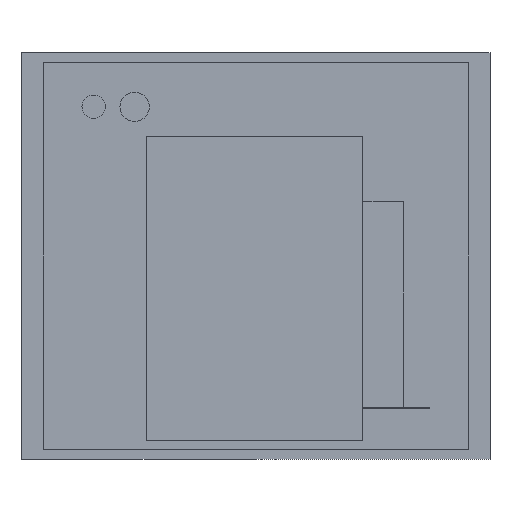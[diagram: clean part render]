
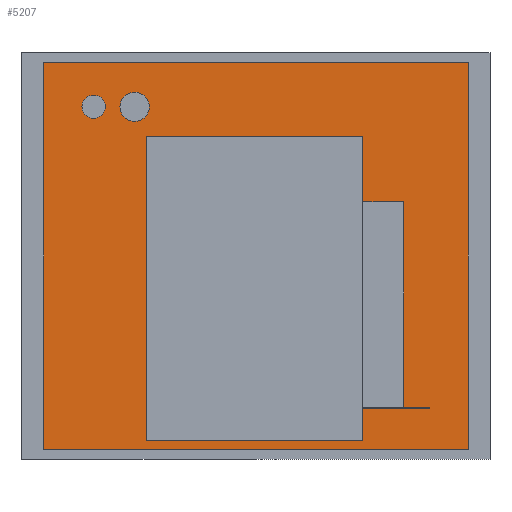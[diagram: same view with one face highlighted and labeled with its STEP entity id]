
A CAD part, front view. The second image highlights one B-rep face of the part: STEP entity #5207.
In plain terms, the highlighted planar face has unit normal (0, -1, 0).
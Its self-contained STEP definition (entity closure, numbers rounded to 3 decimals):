
#49=FACE_BOUND('',#497,.T.);
#50=FACE_BOUND('',#498,.T.);
#61=CIRCLE('',#5567,20.);
#63=CIRCLE('',#5571,25.);
#173=FACE_OUTER_BOUND('',#496,.T.);
#496=EDGE_LOOP('',(#3517,#3518,#3519,#3520));
#497=EDGE_LOOP('',(#3521));
#498=EDGE_LOOP('',(#3522));
#846=LINE('',#7432,#1542);
#848=LINE('',#7436,#1544);
#850=LINE('',#7440,#1546);
#852=LINE('',#7443,#1548);
#1542=VECTOR('',#6013,10.);
#1544=VECTOR('',#6017,10.);
#1546=VECTOR('',#6021,10.);
#1548=VECTOR('',#6025,10.);
#2204=VERTEX_POINT('',#7358);
#2206=VERTEX_POINT('',#7365);
#2227=VERTEX_POINT('',#7429);
#2228=VERTEX_POINT('',#7431);
#2229=VERTEX_POINT('',#7435);
#2230=VERTEX_POINT('',#7439);
#2697=EDGE_CURVE('',#2204,#2204,#61,.T.);
#2700=EDGE_CURVE('',#2206,#2206,#63,.T.);
#2730=EDGE_CURVE('',#2228,#2227,#846,.T.);
#2732=EDGE_CURVE('',#2229,#2228,#848,.T.);
#2734=EDGE_CURVE('',#2230,#2229,#850,.T.);
#2736=EDGE_CURVE('',#2227,#2230,#852,.T.);
#3517=ORIENTED_EDGE('',*,*,#2736,.T.);
#3518=ORIENTED_EDGE('',*,*,#2734,.T.);
#3519=ORIENTED_EDGE('',*,*,#2732,.T.);
#3520=ORIENTED_EDGE('',*,*,#2730,.T.);
#3521=ORIENTED_EDGE('',*,*,#2697,.T.);
#3522=ORIENTED_EDGE('',*,*,#2700,.T.);
#4902=PLANE('',#5588);
#5207=ADVANCED_FACE('',(#173,#49,#50),#4902,.T.);
#5567=AXIS2_PLACEMENT_3D('',#7360,#5947,#5948);
#5571=AXIS2_PLACEMENT_3D('',#7367,#5956,#5957);
#5588=AXIS2_PLACEMENT_3D('',#7444,#6026,#6027);
#5947=DIRECTION('center_axis',(0.,1.,0.));
#5948=DIRECTION('ref_axis',(1.,0.,0.));
#5956=DIRECTION('center_axis',(0.,1.,0.));
#5957=DIRECTION('ref_axis',(1.,0.,0.));
#6013=DIRECTION('',(0.,0.,-1.));
#6017=DIRECTION('',(-1.,0.,0.));
#6021=DIRECTION('',(0.,0.,1.));
#6025=DIRECTION('',(1.,0.,0.));
#6026=DIRECTION('center_axis',(0.,-1.,0.));
#6027=DIRECTION('ref_axis',(0.,0.,-1.));
#7358=CARTESIAN_POINT('',(-297.5,-370.,255.));
#7360=CARTESIAN_POINT('Origin',(-277.5,-370.,255.));
#7365=CARTESIAN_POINT('',(-232.5,-370.,255.));
#7367=CARTESIAN_POINT('Origin',(-207.5,-370.,255.));
#7429=CARTESIAN_POINT('',(-362.5,-370.,-330.));
#7431=CARTESIAN_POINT('',(-362.5,-370.,330.));
#7432=CARTESIAN_POINT('',(-362.5,-370.,-330.));
#7435=CARTESIAN_POINT('',(362.5,-370.,330.));
#7436=CARTESIAN_POINT('',(-362.5,-370.,330.));
#7439=CARTESIAN_POINT('',(362.5,-370.,-330.));
#7440=CARTESIAN_POINT('',(362.5,-370.,330.));
#7443=CARTESIAN_POINT('',(362.5,-370.,-330.));
#7444=CARTESIAN_POINT('Origin',(0.,-370.,0.));
